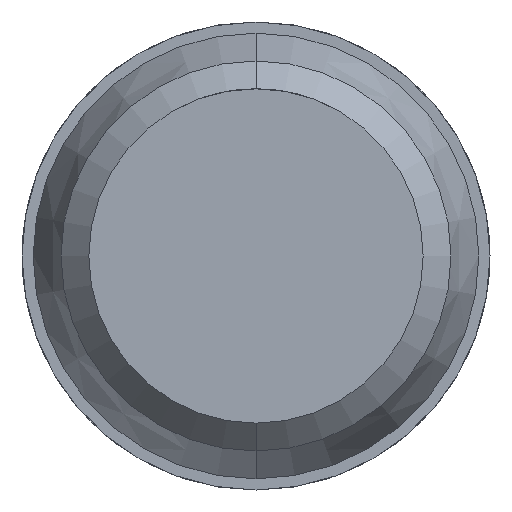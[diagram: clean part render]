
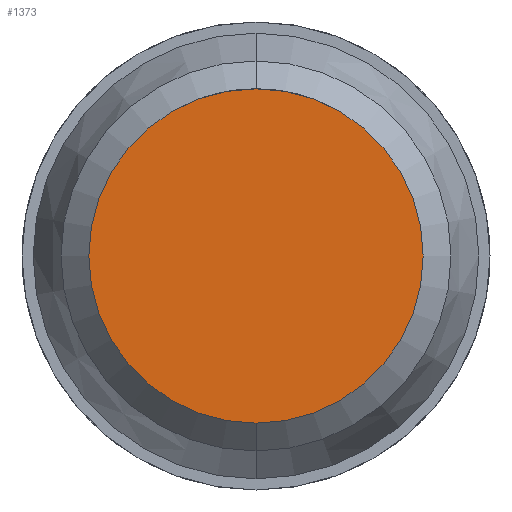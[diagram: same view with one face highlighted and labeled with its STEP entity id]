
A CAD part, front view. The second image highlights one B-rep face of the part: STEP entity #1373.
In plain terms, the highlighted planar face has unit normal (0, -1, 0).
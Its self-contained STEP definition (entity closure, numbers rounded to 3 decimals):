
#276 = CARTESIAN_POINT ( 'NONE',  ( 0., -39.6, 0. ) ) ;
#293 = AXIS2_PLACEMENT_3D ( 'NONE', #276, #4927, #5912 ) ;
#387 = DIRECTION ( 'NONE',  ( 0., 0., 1. ) ) ;
#392 = EDGE_CURVE ( 'Defeature ausgef�hrt2_0+Defeature ausgef�hrt2_2+Defeature ausgef�hrt2_2+Defeature ausgef�hrt2_2', #1492, #3359, #1748, .T. ) ;
#521 = CARTESIAN_POINT ( 'NONE',  ( -1.5, -39.6, 0. ) ) ;
#891 = DIRECTION ( 'NONE',  ( 0., 1., 0. ) ) ;
#1135 = CARTESIAN_POINT ( 'NONE',  ( 0., -39.6, -1.5 ) ) ;
#1373 = ADVANCED_FACE ( 'Defeature ausgef�hrt2_2', ( #3687 ), #4791, .T. ) ;
#1492 = VERTEX_POINT ( 'NONE', #2865 ) ;
#1500 = DIRECTION ( 'NONE',  ( 0., 0., -1. ) ) ;
#1718 = ORIENTED_EDGE ( 'NONE', *, *, #3490, .F. ) ;
#1748 = CIRCLE ( 'NONE', #3903, 1.5 ) ;
#2655 = AXIS2_PLACEMENT_3D ( 'NONE', #521, #4325, #1500 ) ;
#2865 = CARTESIAN_POINT ( 'NONE',  ( 0., -39.6, 1.5 ) ) ;
#2997 = ORIENTED_EDGE ( 'NONE', *, *, #392, .F. ) ;
#3351 = CIRCLE ( 'NONE', #293, 1.5 ) ;
#3359 = VERTEX_POINT ( 'NONE', #1135 ) ;
#3490 = EDGE_CURVE ( 'Defeature ausgef�hrt2_0+Defeature ausgef�hrt2_2+Defeature ausgef�hrt2_2+Defeature ausgef�hrt2_2', #3359, #1492, #3351, .T. ) ;
#3687 = FACE_OUTER_BOUND ( 'NONE', #5992, .T. ) ;
#3727 = CARTESIAN_POINT ( 'NONE',  ( 0., -39.6, 0. ) ) ;
#3903 = AXIS2_PLACEMENT_3D ( 'NONE', #3727, #891, #387 ) ;
#4325 = DIRECTION ( 'NONE',  ( 0., -1., 0. ) ) ;
#4791 = PLANE ( 'NONE',  #2655 ) ;
#4927 = DIRECTION ( 'NONE',  ( 0., 1., 0. ) ) ;
#5912 = DIRECTION ( 'NONE',  ( 0., 0., 1. ) ) ;
#5992 = EDGE_LOOP ( 'NONE', ( #2997, #1718 ) ) ;
